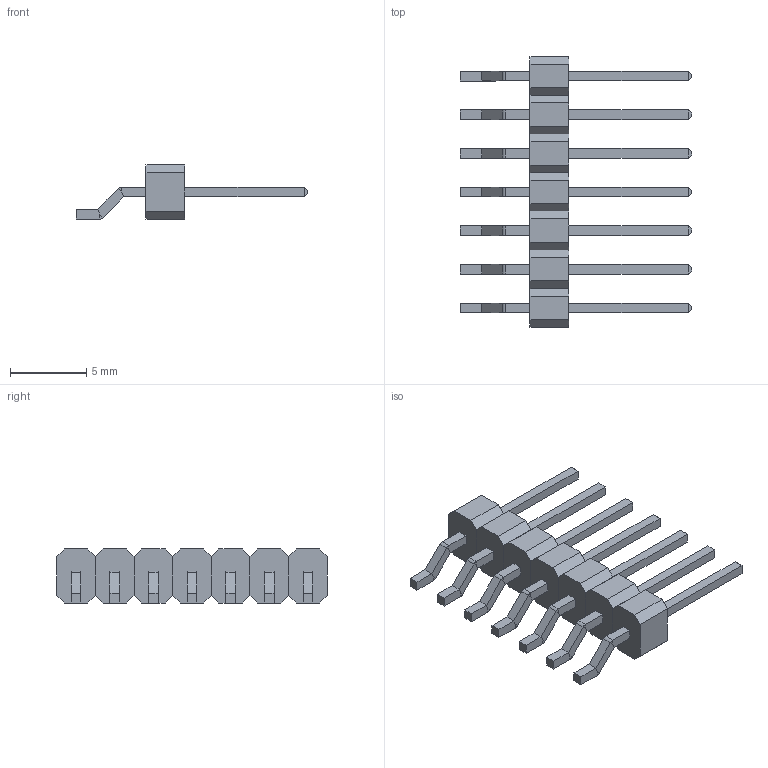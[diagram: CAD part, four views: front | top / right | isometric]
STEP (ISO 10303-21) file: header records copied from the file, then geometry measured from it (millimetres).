
FILE_DESCRIPTION(('FreeCAD Model'),'2;1');
FILE_NAME('Open CASCADE Shape Model','2021-01-12T14:05:16',( 'Krisjanis Rijnieks'),('NOT-19 (Aalto Fablab)'), 'Open CASCADE STEP processor 7.4','FreeCAD','Unknown');
FILE_SCHEMA(('AUTOMOTIVE_DESIGN { 1 0 10303 214 1 1 1 1 }'));
Length unit declared in the file: millimetre
Products named in the file (5): Header_SMD_01x01_P2_54mm_Horizontal_Male; Array; Pin; Array001; Insulation
Assembly tree (16 placements, depth 3):
  Header_SMD_01x01_P2_54mm_Horizontal_Male
    Array
      Pin  x7
    Array001
      Insulation  x7
Bounding box: 15.19 x 17.78 x 3.56 mm (x, y, z)
Volume: 196.9 mm3; surface area: 601.7 mm2
Topology: 14 solids, 14 shells, 294 faces, 630 edges, 364 vertices
Faces by surface type: plane 280, revolution 14
Entity records: 1291 total; most frequent: DIRECTION 212, CARTESIAN_POINT 203, ORIENTED_EDGE 180, EDGE_CURVE 90, LINE 88, VECTOR 88, AXIS2_PLACEMENT_3D 61, VERTEX_POINT 52
